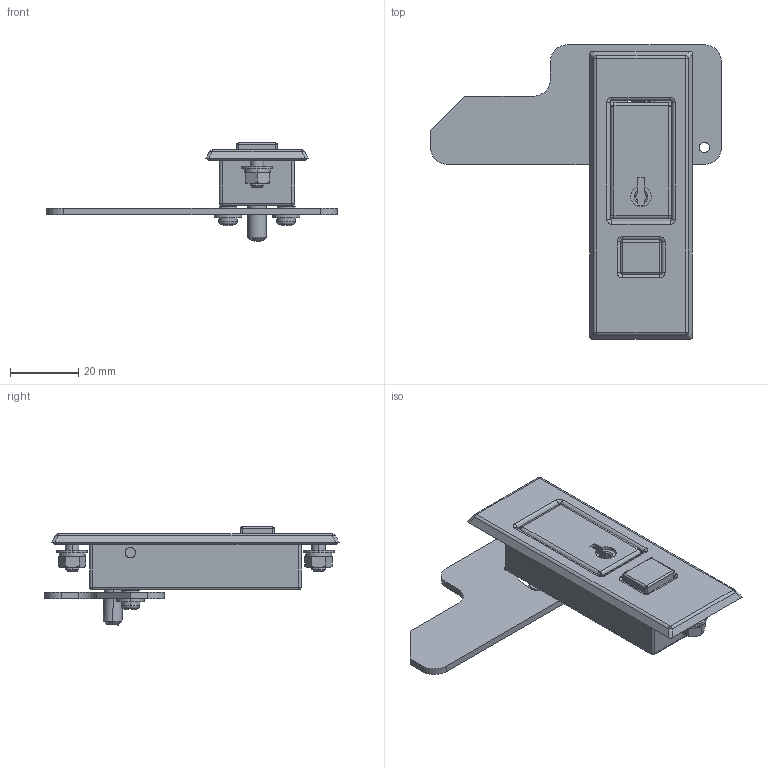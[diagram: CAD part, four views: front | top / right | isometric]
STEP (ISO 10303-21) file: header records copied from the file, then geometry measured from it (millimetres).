
FILE_DESCRIPTION (( 'STEP AP203' ), '1' );
FILE_NAME ('A-1900-3-1.STEP', '2021-03-15T23:29:56', ( '' ), ( '' ), 'SwSTEP 2.0', 'SolidWorks 2018', '' );
FILE_SCHEMA (( 'CONFIG_CONTROL_DESIGN' ));
Length unit declared in the file: millimetre
Products named in the file (21): A-1900-3-1_僴儞僪儖Assy_; A-1900-3-1_杮懱僷僱儖Assy_; A-1900-3-1_十字穴付小ねじ_内径基準ver1.04__M3x8十字穴付なべ小ねじ(SUS); A-1900-3-1_ロックユニット_; A-1900-3-1_六角ナットver1.04__M4ナット(SUS)1種_呼び径基準; A-1900-3-1_ネジホルダー__ｾﾙｽﾀｯﾄﾞ付; A-1900-3-1_本体パネル_; A-1900-3-1_働乕僗__蜡踢壛岺; A-1900-3-1_ばね座金ver1.01__M4ばね座金(SUS); A-1900-3-1_ハンドルパネル_; A-1900-3-1_ハンドルボス_; A-1900-3-1; A-1900-3-1_止め金座金_; A-1900-3-1_止め金_; A-1900-3-1_タップ部品__ﾀｯﾌﾟ加工; A-1900-3-1_押しボタン_; A-1900-3-1_ボタンボックス__ｾﾙｽﾀｯﾄﾞ付; A-1900-3-1_ハンドル裏板_; A-1900-3-1_働乕僗Assy_; A-1900-3-1_平ワッシャーISO(新JIS)ver1.03__M4平ワッシャー(SUS)みがき丸; A-1900-3-1_ハンドル軸_
Assembly tree (25 placements, depth 3):
  A-1900-3-1
    A-1900-3-1_杮懱僷僱儖Assy_
      A-1900-3-1_本体パネル_
      A-1900-3-1_ネジホルダー__ｾﾙｽﾀｯﾄﾞ付
      A-1900-3-1_ボタンボックス__ｾﾙｽﾀｯﾄﾞ付
      A-1900-3-1_平ワッシャーISO(新JIS)ver1.03__M4平ワッシャー(SUS)みがき丸  x2
      A-1900-3-1_ばね座金ver1.01__M4ばね座金(SUS)  x2
      A-1900-3-1_六角ナットver1.04__M4ナット(SUS)1種_呼び径基準  x2
    A-1900-3-1_僴儞僪儖Assy_
      A-1900-3-1_ハンドルパネル_
      A-1900-3-1_ハンドル裏板_
      A-1900-3-1_ハンドルボス_
      A-1900-3-1_ロックユニット_
    A-1900-3-1_ハンドル軸_
    A-1900-3-1_働乕僗Assy_
      A-1900-3-1_働乕僗__蜡踢壛岺
      A-1900-3-1_タップ部品__ﾀｯﾌﾟ加工
    A-1900-3-1_押しボタン_
    A-1900-3-1_止め金座金_  x2
    A-1900-3-1_十字穴付小ねじ_内径基準ver1.04__M3x8十字穴付なべ小ねじ(SUS)  x2
    A-1900-3-1_止め金_
Bounding box: 85 x 86.02 x 28.65 mm (x, y, z)
Volume: 17821.2 mm3; surface area: 29322.5 mm2
Topology: 22 solids, 22 shells, 673 faces, 1727 edges, 1086 vertices
Faces by surface type: plane 383, cylinder 226, cone 34, sphere 18, torus 10, bspline 2
Entity records: 20578 total; most frequent: CARTESIAN_POINT 3381, DIRECTION 3167, ORIENTED_EDGE 3070, EDGE_CURVE 1535, AXIS2_PLACEMENT_3D 1062, VECTOR 1043, LINE 1043, VERTEX_POINT 968
